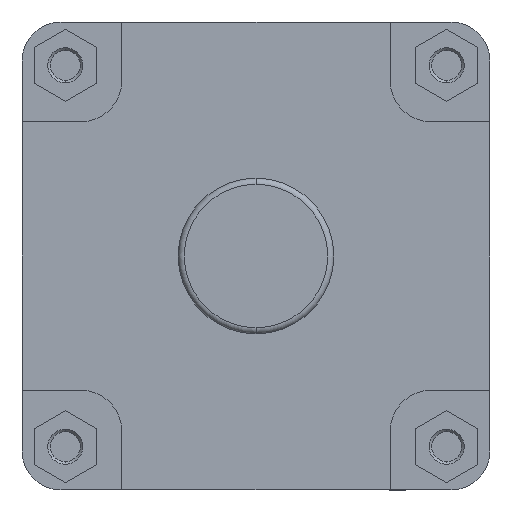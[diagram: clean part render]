
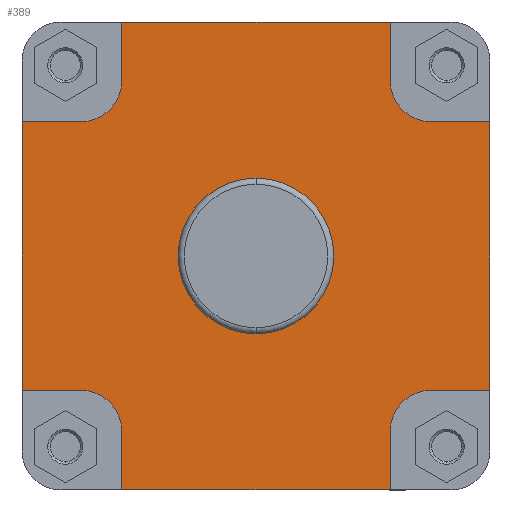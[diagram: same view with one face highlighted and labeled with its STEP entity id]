
A CAD part, left-side view. The second image highlights one B-rep face of the part: STEP entity #389.
In plain terms, the highlighted planar face has unit normal (-1, 0, 0).
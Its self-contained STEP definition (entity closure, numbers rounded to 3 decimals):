
#35 = EDGE_LOOP ( 'NONE', ( #2010, #1708, #1598, #1615, #540, #1588, #564, #579, #1691, #553, #1851, #1831, #1774, #1768, #1830, #1833 ) ) ;
#110 = EDGE_LOOP ( 'NONE', ( #2073, #551 ) ) ;
#389 = ADVANCED_FACE ( 'NONE', ( #4789, #4787 ), #3003, .F. ) ;
#540 = ORIENTED_EDGE ( 'NONE', *, *, #5599, .T. ) ;
#551 = ORIENTED_EDGE ( 'NONE', *, *, #5579, .F. ) ;
#553 = ORIENTED_EDGE ( 'NONE', *, *, #5604, .F. ) ;
#564 = ORIENTED_EDGE ( 'NONE', *, *, #5601, .F. ) ;
#579 = ORIENTED_EDGE ( 'NONE', *, *, #5602, .F. ) ;
#768 = VERTEX_POINT ( 'NONE', #2367 ) ;
#991 = VERTEX_POINT ( 'NONE', #2084 ) ;
#992 = VERTEX_POINT ( 'NONE', #2082 ) ;
#993 = VERTEX_POINT ( 'NONE', #2081 ) ;
#994 = VERTEX_POINT ( 'NONE', #2080 ) ;
#995 = VERTEX_POINT ( 'NONE', #2079 ) ;
#996 = VERTEX_POINT ( 'NONE', #2078 ) ;
#997 = VERTEX_POINT ( 'NONE', #2922 ) ;
#998 = VERTEX_POINT ( 'NONE', #3019 ) ;
#999 = VERTEX_POINT ( 'NONE', #2879 ) ;
#1000 = VERTEX_POINT ( 'NONE', #3065 ) ;
#1001 = VERTEX_POINT ( 'NONE', #2170 ) ;
#1002 = VERTEX_POINT ( 'NONE', #2271 ) ;
#1003 = VERTEX_POINT ( 'NONE', #3025 ) ;
#1004 = VERTEX_POINT ( 'NONE', #2824 ) ;
#1005 = VERTEX_POINT ( 'NONE', #2274 ) ;
#1006 = VERTEX_POINT ( 'NONE', #2634 ) ;
#1060 = VERTEX_POINT ( 'NONE', #6168 ) ;
#1588 = ORIENTED_EDGE ( 'NONE', *, *, #5600, .F. ) ;
#1598 = ORIENTED_EDGE ( 'NONE', *, *, #5595, .F. ) ;
#1615 = ORIENTED_EDGE ( 'NONE', *, *, #5596, .F. ) ;
#1691 = ORIENTED_EDGE ( 'NONE', *, *, #5603, .F. ) ;
#1708 = ORIENTED_EDGE ( 'NONE', *, *, #5598, .F. ) ;
#1768 = ORIENTED_EDGE ( 'NONE', *, *, #5607, .F. ) ;
#1774 = ORIENTED_EDGE ( 'NONE', *, *, #5606, .F. ) ;
#1830 = ORIENTED_EDGE ( 'NONE', *, *, #3576, .F. ) ;
#1831 = ORIENTED_EDGE ( 'NONE', *, *, #5525, .F. ) ;
#1833 = ORIENTED_EDGE ( 'NONE', *, *, #3575, .F. ) ;
#1851 = ORIENTED_EDGE ( 'NONE', *, *, #5605, .F. ) ;
#2010 = ORIENTED_EDGE ( 'NONE', *, *, #5597, .T. ) ;
#2073 = ORIENTED_EDGE ( 'NONE', *, *, #5531, .F. ) ;
#2078 = CARTESIAN_POINT ( 'NONE',  ( 67., 77.5, 101. ) ) ;
#2079 = CARTESIAN_POINT ( 'NONE',  ( 67., 101., 77.5 ) ) ;
#2080 = CARTESIAN_POINT ( 'NONE',  ( 67., 135., 77.5 ) ) ;
#2081 = CARTESIAN_POINT ( 'NONE',  ( 67., 135., -77.5 ) ) ;
#2082 = CARTESIAN_POINT ( 'NONE',  ( 67., 101., -77.5 ) ) ;
#2084 = CARTESIAN_POINT ( 'NONE',  ( 67., 77.5, -101. ) ) ;
#2170 = CARTESIAN_POINT ( 'NONE',  ( 67., -135., 77.5 ) ) ;
#2271 = CARTESIAN_POINT ( 'NONE',  ( 67., -135., -77.5 ) ) ;
#2274 = CARTESIAN_POINT ( 'NONE',  ( 67., -77.5, -135. ) ) ;
#2367 = CARTESIAN_POINT ( 'NONE',  ( 67., 0., -44.9 ) ) ;
#2634 = CARTESIAN_POINT ( 'NONE',  ( 67., 77.5, -135. ) ) ;
#2824 = CARTESIAN_POINT ( 'NONE',  ( 67., -77.5, -101. ) ) ;
#2879 = CARTESIAN_POINT ( 'NONE',  ( 67., -77.5, 101. ) ) ;
#2922 = CARTESIAN_POINT ( 'NONE',  ( 67., 77.5, 135. ) ) ;
#3001 = DIRECTION ( 'NONE',  ( 0., 0., -1. ) ) ;
#3002 = DIRECTION ( 'NONE',  ( 1., 0., 0. ) ) ;
#3003 = PLANE ( 'NONE',  #5755 ) ;
#3014 = CARTESIAN_POINT ( 'NONE',  ( 67., 44.9, 0. ) ) ;
#3019 = CARTESIAN_POINT ( 'NONE',  ( 67., -77.5, 135. ) ) ;
#3025 = CARTESIAN_POINT ( 'NONE',  ( 67., -101., -77.5 ) ) ;
#3065 = CARTESIAN_POINT ( 'NONE',  ( 67., -101., 77.5 ) ) ;
#3575 = EDGE_CURVE ( 'NONE', #1006, #991, #3892, .T. ) ;
#3576 = EDGE_CURVE ( 'NONE', #991, #992, #3896, .T. ) ;
#3888 = VECTOR ( 'NONE', #7136, 1000. ) ;
#3892 = LINE ( 'NONE', #7129, #3888 ) ;
#3896 = CIRCLE ( 'NONE', #6029, 23.5 ) ;
#3982 = LINE ( 'NONE', #7290, #3988 ) ;
#3988 = VECTOR ( 'NONE', #7293, 1000. ) ;
#3999 = CIRCLE ( 'NONE', #6064, 44.9 ) ;
#4082 = CIRCLE ( 'NONE', #6063, 44.9 ) ;
#4100 = LINE ( 'NONE', #4359, #4104 ) ;
#4101 = LINE ( 'NONE', #4373, #4103 ) ;
#4103 = VECTOR ( 'NONE', #4374, 1000. ) ;
#4104 = VECTOR ( 'NONE', #4360, 1000. ) ;
#4106 = LINE ( 'NONE', #4354, #4110 ) ;
#4107 = CIRCLE ( 'NONE', #6081, 23.5 ) ;
#4108 = LINE ( 'NONE', #4362, #4109 ) ;
#4109 = VECTOR ( 'NONE', #4363, 1000. ) ;
#4110 = VECTOR ( 'NONE', #4365, 1000. ) ;
#4111 = LINE ( 'NONE', #4381, #4116 ) ;
#4112 = LINE ( 'NONE', #4366, #4113 ) ;
#4113 = VECTOR ( 'NONE', #4367, 1000. ) ;
#4114 = LINE ( 'NONE', #4368, #4115 ) ;
#4115 = VECTOR ( 'NONE', #4369, 1000. ) ;
#4116 = VECTOR ( 'NONE', #4382, 1000. ) ;
#4117 = CIRCLE ( 'NONE', #6084, 23.5 ) ;
#4118 = LINE ( 'NONE', #4375, #4119 ) ;
#4119 = VECTOR ( 'NONE', #4376, 1000. ) ;
#4120 = LINE ( 'NONE', #4377, #4121 ) ;
#4121 = VECTOR ( 'NONE', #4378, 1000. ) ;
#4123 = CIRCLE ( 'NONE', #6085, 23.5 ) ;
#4124 = LINE ( 'NONE', #4383, #4125 ) ;
#4125 = VECTOR ( 'NONE', #4384, 1000. ) ;
#4201 = CARTESIAN_POINT ( 'NONE',  ( 67., 0., 0. ) ) ;
#4209 = DIRECTION ( 'NONE',  ( -1., 0., 0. ) ) ;
#4210 = DIRECTION ( 'NONE',  ( 0., 0., 1. ) ) ;
#4293 = CARTESIAN_POINT ( 'NONE',  ( 67., 0., 0. ) ) ;
#4314 = DIRECTION ( 'NONE',  ( -1., 0., 0. ) ) ;
#4315 = DIRECTION ( 'NONE',  ( 0., 0., 1. ) ) ;
#4349 = CARTESIAN_POINT ( 'NONE',  ( 67., -101., -101. ) ) ;
#4354 = CARTESIAN_POINT ( 'NONE',  ( 67., -77.5, -101. ) ) ;
#4357 = DIRECTION ( 'NONE',  ( -1., 0., 0. ) ) ;
#4358 = DIRECTION ( 'NONE',  ( 0., 0., -1. ) ) ;
#4359 = CARTESIAN_POINT ( 'NONE',  ( 67., -135., -77.5 ) ) ;
#4360 = DIRECTION ( 'NONE',  ( 0., 1., 0. ) ) ;
#4361 = CARTESIAN_POINT ( 'NONE',  ( 67., 101., 101. ) ) ;
#4362 = CARTESIAN_POINT ( 'NONE',  ( 67., -297.141, -135. ) ) ;
#4363 = DIRECTION ( 'NONE',  ( 0., -1., 0. ) ) ;
#4364 = CARTESIAN_POINT ( 'NONE',  ( 67., -101., 101. ) ) ;
#4365 = DIRECTION ( 'NONE',  ( 0., 0., -1. ) ) ;
#4366 = CARTESIAN_POINT ( 'NONE',  ( 67., -135., 0. ) ) ;
#4367 = DIRECTION ( 'NONE',  ( 0., 0., 1. ) ) ;
#4368 = CARTESIAN_POINT ( 'NONE',  ( 67., -101., 77.5 ) ) ;
#4369 = DIRECTION ( 'NONE',  ( 0., -1., 0. ) ) ;
#4371 = DIRECTION ( 'NONE',  ( -1., 0., 0. ) ) ;
#4372 = DIRECTION ( 'NONE',  ( 0., 0., -1. ) ) ;
#4373 = CARTESIAN_POINT ( 'NONE',  ( 67., -77.5, 135. ) ) ;
#4374 = DIRECTION ( 'NONE',  ( 0., 0., -1. ) ) ;
#4375 = CARTESIAN_POINT ( 'NONE',  ( 67., -297.141, 135. ) ) ;
#4376 = DIRECTION ( 'NONE',  ( 0., -1., 0. ) ) ;
#4377 = CARTESIAN_POINT ( 'NONE',  ( 67., 77.5, 101. ) ) ;
#4378 = DIRECTION ( 'NONE',  ( 0., 0., 1. ) ) ;
#4379 = DIRECTION ( 'NONE',  ( -1., 0., 0. ) ) ;
#4380 = DIRECTION ( 'NONE',  ( 0., 0., -1. ) ) ;
#4381 = CARTESIAN_POINT ( 'NONE',  ( 67., 135., 0. ) ) ;
#4382 = DIRECTION ( 'NONE',  ( 0., 0., 1. ) ) ;
#4383 = CARTESIAN_POINT ( 'NONE',  ( 67., 101., -77.5 ) ) ;
#4384 = DIRECTION ( 'NONE',  ( 0., 1., 0. ) ) ;
#4787 = FACE_OUTER_BOUND ( 'NONE', #35, .T. ) ;
#4789 = FACE_BOUND ( 'NONE', #110, .T. ) ;
#5525 = EDGE_CURVE ( 'NONE', #994, #995, #3982, .T. ) ;
#5531 = EDGE_CURVE ( 'NONE', #1060, #768, #3999, .T. ) ;
#5579 = EDGE_CURVE ( 'NONE', #768, #1060, #4082, .T. ) ;
#5595 = EDGE_CURVE ( 'NONE', #1003, #1004, #4107, .T. ) ;
#5596 = EDGE_CURVE ( 'NONE', #1002, #1003, #4100, .T. ) ;
#5597 = EDGE_CURVE ( 'NONE', #1006, #1005, #4108, .T. ) ;
#5598 = EDGE_CURVE ( 'NONE', #1004, #1005, #4106, .T. ) ;
#5599 = EDGE_CURVE ( 'NONE', #1002, #1001, #4112, .T. ) ;
#5600 = EDGE_CURVE ( 'NONE', #1000, #1001, #4114, .T. ) ;
#5601 = EDGE_CURVE ( 'NONE', #999, #1000, #4117, .T. ) ;
#5602 = EDGE_CURVE ( 'NONE', #998, #999, #4101, .T. ) ;
#5603 = EDGE_CURVE ( 'NONE', #997, #998, #4118, .T. ) ;
#5604 = EDGE_CURVE ( 'NONE', #996, #997, #4120, .T. ) ;
#5605 = EDGE_CURVE ( 'NONE', #995, #996, #4123, .T. ) ;
#5606 = EDGE_CURVE ( 'NONE', #993, #994, #4111, .T. ) ;
#5607 = EDGE_CURVE ( 'NONE', #992, #993, #4124, .T. ) ;
#5755 = AXIS2_PLACEMENT_3D ( 'NONE', #3014, #3002, #3001 ) ;
#6029 = AXIS2_PLACEMENT_3D ( 'NONE', #7135, #7137, #7138 ) ;
#6063 = AXIS2_PLACEMENT_3D ( 'NONE', #4293, #4314, #4315 ) ;
#6064 = AXIS2_PLACEMENT_3D ( 'NONE', #4201, #4209, #4210 ) ;
#6081 = AXIS2_PLACEMENT_3D ( 'NONE', #4349, #4357, #4358 ) ;
#6084 = AXIS2_PLACEMENT_3D ( 'NONE', #4364, #4371, #4372 ) ;
#6085 = AXIS2_PLACEMENT_3D ( 'NONE', #4361, #4379, #4380 ) ;
#6168 = CARTESIAN_POINT ( 'NONE',  ( 67., 0., 44.9 ) ) ;
#7129 = CARTESIAN_POINT ( 'NONE',  ( 67., 77.5, -135. ) ) ;
#7135 = CARTESIAN_POINT ( 'NONE',  ( 67., 101., -101. ) ) ;
#7136 = DIRECTION ( 'NONE',  ( 0., 0., 1. ) ) ;
#7137 = DIRECTION ( 'NONE',  ( -1., 0., 0. ) ) ;
#7138 = DIRECTION ( 'NONE',  ( 0., 0., -1. ) ) ;
#7290 = CARTESIAN_POINT ( 'NONE',  ( 67., 135., 77.5 ) ) ;
#7293 = DIRECTION ( 'NONE',  ( 0., -1., 0. ) ) ;
